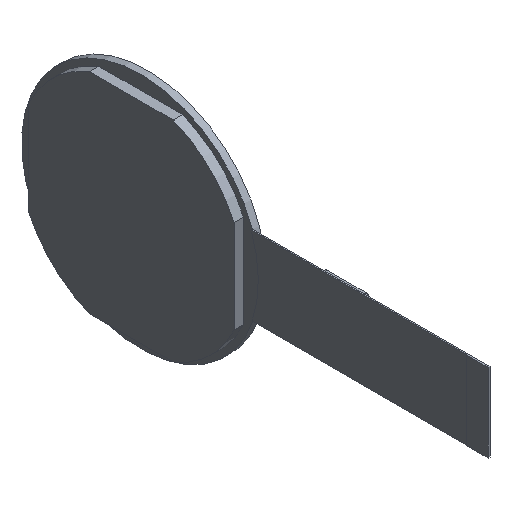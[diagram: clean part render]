
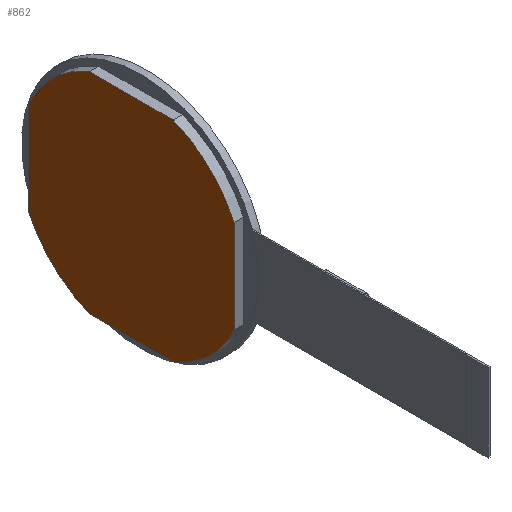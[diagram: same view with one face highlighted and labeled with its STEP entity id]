
A CAD part, isometric view. The second image highlights one B-rep face of the part: STEP entity #862.
In plain terms, the highlighted planar face has unit normal (-1, 0, 0).
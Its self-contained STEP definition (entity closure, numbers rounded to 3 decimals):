
#38=CIRCLE('',#937,18.12);
#40=CIRCLE('',#941,18.12);
#42=CIRCLE('',#945,18.12);
#44=CIRCLE('',#949,18.12);
#104=FACE_OUTER_BOUND('',#149,.T.);
#149=EDGE_LOOP('',(#763,#764,#765,#766,#767,#768,#769,#770));
#231=LINE('',#1407,#323);
#235=LINE('',#1419,#327);
#239=LINE('',#1431,#331);
#243=LINE('',#1443,#335);
#323=VECTOR('',#1148,10.);
#327=VECTOR('',#1160,10.);
#331=VECTOR('',#1172,10.);
#335=VECTOR('',#1184,10.);
#403=VERTEX_POINT('',#1404);
#404=VERTEX_POINT('',#1406);
#406=VERTEX_POINT('',#1412);
#408=VERTEX_POINT('',#1418);
#410=VERTEX_POINT('',#1424);
#412=VERTEX_POINT('',#1430);
#414=VERTEX_POINT('',#1436);
#416=VERTEX_POINT('',#1442);
#516=EDGE_CURVE('',#404,#403,#231,.T.);
#519=EDGE_CURVE('',#406,#404,#38,.T.);
#522=EDGE_CURVE('',#408,#406,#235,.T.);
#525=EDGE_CURVE('',#410,#408,#40,.T.);
#528=EDGE_CURVE('',#412,#410,#239,.T.);
#531=EDGE_CURVE('',#414,#412,#42,.T.);
#534=EDGE_CURVE('',#416,#414,#243,.T.);
#537=EDGE_CURVE('',#403,#416,#44,.T.);
#763=ORIENTED_EDGE('',*,*,#537,.T.);
#764=ORIENTED_EDGE('',*,*,#534,.T.);
#765=ORIENTED_EDGE('',*,*,#531,.T.);
#766=ORIENTED_EDGE('',*,*,#528,.T.);
#767=ORIENTED_EDGE('',*,*,#525,.T.);
#768=ORIENTED_EDGE('',*,*,#522,.T.);
#769=ORIENTED_EDGE('',*,*,#519,.T.);
#770=ORIENTED_EDGE('',*,*,#516,.T.);
#818=PLANE('',#950);
#862=ADVANCED_FACE('',(#104),#818,.F.);
#937=AXIS2_PLACEMENT_3D('',#1413,#1154,#1155);
#941=AXIS2_PLACEMENT_3D('',#1425,#1166,#1167);
#945=AXIS2_PLACEMENT_3D('',#1437,#1178,#1179);
#949=AXIS2_PLACEMENT_3D('',#1447,#1190,#1191);
#950=AXIS2_PLACEMENT_3D('',#1448,#1192,#1193);
#1148=DIRECTION('',(0.,-1.,0.));
#1154=DIRECTION('center_axis',(-1.,0.,0.));
#1155=DIRECTION('ref_axis',(0.,0.,-1.));
#1160=DIRECTION('',(0.,0.,-1.));
#1166=DIRECTION('center_axis',(-1.,0.,0.));
#1167=DIRECTION('ref_axis',(0.,0.,-1.));
#1172=DIRECTION('',(0.,1.,0.));
#1178=DIRECTION('center_axis',(-1.,0.,0.));
#1179=DIRECTION('ref_axis',(0.,0.,-1.));
#1184=DIRECTION('',(0.,0.,1.));
#1190=DIRECTION('center_axis',(-1.,0.,0.));
#1191=DIRECTION('ref_axis',(0.,0.,-1.));
#1192=DIRECTION('center_axis',(1.,0.,0.));
#1193=DIRECTION('ref_axis',(0.,0.,-1.));
#1404=CARTESIAN_POINT('',(-1.5,-6.715,-16.83));
#1406=CARTESIAN_POINT('',(-1.5,6.715,-16.83));
#1407=CARTESIAN_POINT('',(-1.5,-16.51,-16.83));
#1412=CARTESIAN_POINT('',(-1.5,16.51,-7.467));
#1413=CARTESIAN_POINT('Origin',(-1.5,0.,0.));
#1418=CARTESIAN_POINT('',(-1.5,16.51,7.467));
#1419=CARTESIAN_POINT('',(-1.5,16.51,-16.83));
#1424=CARTESIAN_POINT('',(-1.5,6.715,16.83));
#1425=CARTESIAN_POINT('Origin',(-1.5,0.,0.));
#1430=CARTESIAN_POINT('',(-1.5,-6.715,16.83));
#1431=CARTESIAN_POINT('',(-1.5,16.51,16.83));
#1436=CARTESIAN_POINT('',(-1.5,-16.51,7.467));
#1437=CARTESIAN_POINT('Origin',(-1.5,0.,0.));
#1442=CARTESIAN_POINT('',(-1.5,-16.51,-7.467));
#1443=CARTESIAN_POINT('',(-1.5,-16.51,16.83));
#1447=CARTESIAN_POINT('Origin',(-1.5,0.,0.));
#1448=CARTESIAN_POINT('Origin',(-1.5,0.,0.));
